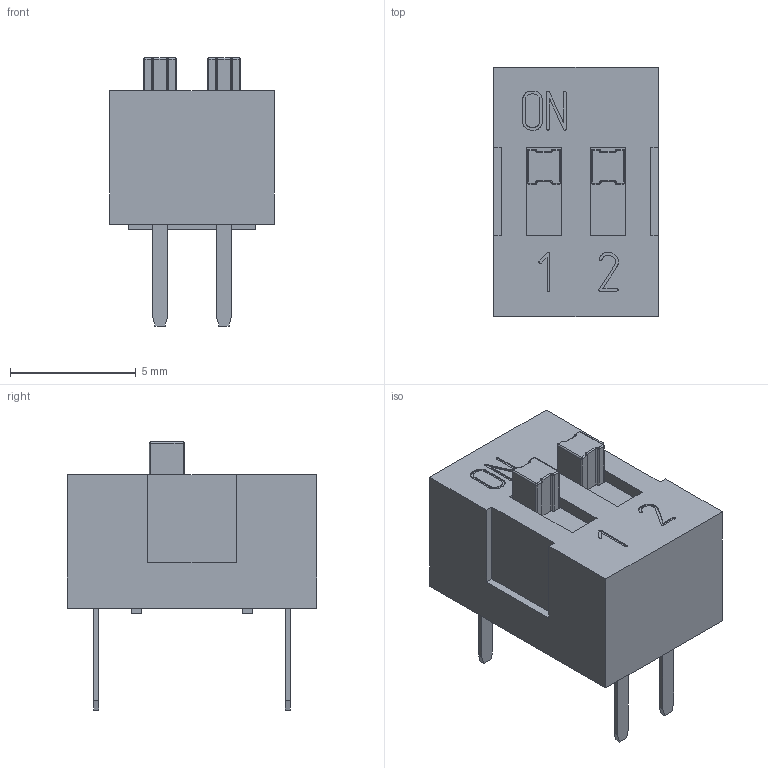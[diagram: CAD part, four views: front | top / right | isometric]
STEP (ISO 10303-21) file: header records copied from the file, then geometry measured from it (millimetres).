
FILE_DESCRIPTION (( 'STEP AP214' ), '1' );
FILE_NAME ('User Library-DS1040-02 (DIP_switch).STEP', '2019-03-24T21:40:49', ( '' ), ( '' ), 'SwSTEP 2.0', 'SolidWorks 2019', '' );
FILE_SCHEMA (( 'AUTOMOTIVE_DESIGN' ));
Length unit declared in the file: millimetre
Products named in the file (1): User Library-DS1040-02 (DIP_switch)
Bounding box: 6.54 x 9.9 x 10.65 mm (x, y, z)
Volume: 339.7 mm3; surface area: 368.6 mm2
Topology: 1 solids, 1 shells, 350 faces, 959 edges, 610 vertices
Faces by surface type: plane 219, cylinder 107, bspline 24
Entity records: 11885 total; most frequent: CARTESIAN_POINT 2351, ORIENTED_EDGE 1886, DIRECTION 1794, EDGE_CURVE 943, LINE 696, VECTOR 696, VERTEX_POINT 610, AXIS2_PLACEMENT_3D 549
